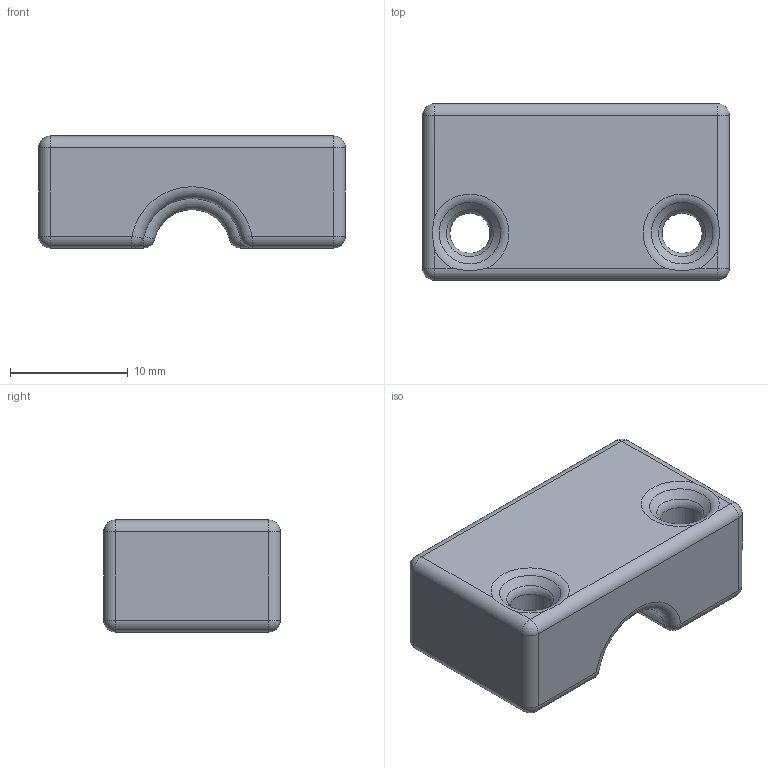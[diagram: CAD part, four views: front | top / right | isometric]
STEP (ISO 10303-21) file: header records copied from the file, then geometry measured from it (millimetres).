
FILE_DESCRIPTION(/* description */ (''),/* implementation_level */ '2;1');
FILE_NAME(/* name */ '08_SP_Clamp2.stp',/* time_stamp */ '2024-06-04T15:57:55+02:00',/* author */ ('JN'),/* organization */ (''),/* preprocessor_version */ 'ST-DEVELOPER v18.1',/* originating_system */ 'Autodesk Inventor 2022',/* authorisation */ '');
FILE_SCHEMA (('AUTOMOTIVE_DESIGN { 1 0 10303 214 3 1 1 }'));
Length unit declared in the file: millimetre
Products named in the file (1): fixation3
Bounding box: 26 x 15 x 9.5 mm (x, y, z)
Volume: 2912.9 mm3; surface area: 1760.1 mm2
Topology: 1 solids, 1 shells, 70 faces, 152 edges, 82 vertices
Faces by surface type: cylinder 28, sphere 16, plane 14, torus 10, cone 2
Full cylindrical faces by diameter (mm): 3.4 x2
Entity records: 1999 total; most frequent: CARTESIAN_POINT 390, DIRECTION 372, ORIENTED_EDGE 304, AXIS2_PLACEMENT_3D 154, EDGE_CURVE 152, VERTEX_POINT 82, CIRCLE 79, EDGE_LOOP 72
